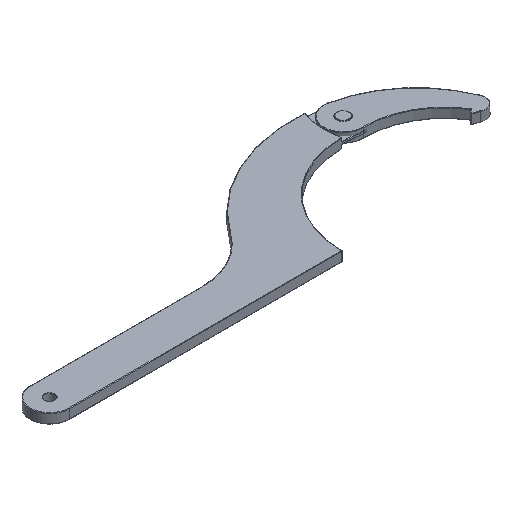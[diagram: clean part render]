
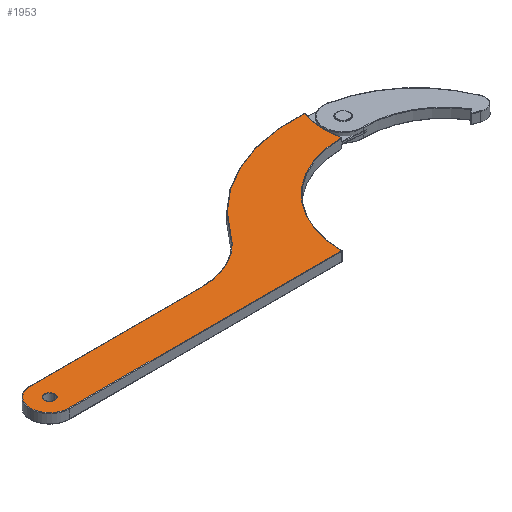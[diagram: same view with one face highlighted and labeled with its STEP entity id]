
A CAD part, isometric view. The second image highlights one B-rep face of the part: STEP entity #1953.
In plain terms, the highlighted planar face has unit normal (0, 0, 1).
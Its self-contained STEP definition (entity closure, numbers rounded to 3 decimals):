
#30 = VERTEX_POINT ( 'NONE', #1785 ) ;
#65 = CIRCLE ( 'NONE', #140, 61.241 ) ;
#95 = PLANE ( 'NONE',  #2031 ) ;
#139 = ORIENTED_EDGE ( 'NONE', *, *, #1596, .T. ) ;
#140 = AXIS2_PLACEMENT_3D ( 'NONE', #615, #411, #2350 ) ;
#145 = DIRECTION ( 'NONE',  ( 0., 0., 1. ) ) ;
#245 = EDGE_CURVE ( 'NONE', #30, #2078, #3326, .T. ) ;
#251 = DIRECTION ( 'NONE',  ( 0., 0., 1. ) ) ;
#275 = EDGE_LOOP ( 'NONE', ( #2267, #2885, #139, #3250, #1839, #1006, #2752 ) ) ;
#411 = DIRECTION ( 'NONE',  ( 0., 0., -1. ) ) ;
#521 = CARTESIAN_POINT ( 'NONE',  ( -23.87, 16., 4. ) ) ;
#582 = EDGE_CURVE ( 'NONE', #596, #1269, #2341, .T. ) ;
#591 = VERTEX_POINT ( 'NONE', #3067 ) ;
#596 = VERTEX_POINT ( 'NONE', #1203 ) ;
#615 = CARTESIAN_POINT ( 'NONE',  ( 342.867, 92.611, 4. ) ) ;
#616 = CARTESIAN_POINT ( 'NONE',  ( 284.913, 112.403, 4. ) ) ;
#686 = ORIENTED_EDGE ( 'NONE', *, *, #582, .T. ) ;
#736 = FACE_OUTER_BOUND ( 'NONE', #275, .T. ) ;
#842 = DIRECTION ( 'NONE',  ( 0., 0., -1. ) ) ;
#853 = CARTESIAN_POINT ( 'NONE',  ( -19.52, 16., 4. ) ) ;
#881 = ORIENTED_EDGE ( 'NONE', *, *, #3400, .T. ) ;
#897 = CIRCLE ( 'NONE', #2954, 129.65 ) ;
#1006 = ORIENTED_EDGE ( 'NONE', *, *, #2158, .T. ) ;
#1031 = FACE_BOUND ( 'NONE', #2222, .T. ) ;
#1072 = DIRECTION ( 'NONE',  ( 0., 0., -1. ) ) ;
#1095 = EDGE_CURVE ( 'NONE', #2285, #591, #897, .T. ) ;
#1121 = EDGE_CURVE ( 'NONE', #3571, #2285, #65, .T. ) ;
#1203 = CARTESIAN_POINT ( 'NONE',  ( -15.17, 16., 4. ) ) ;
#1245 = DIRECTION ( 'NONE',  ( 1., 0., 0. ) ) ;
#1269 = VERTEX_POINT ( 'NONE', #521 ) ;
#1288 = CIRCLE ( 'NONE', #1644, 60.35 ) ;
#1297 = AXIS2_PLACEMENT_3D ( 'NONE', #2210, #842, #1949 ) ;
#1384 = CARTESIAN_POINT ( 'NONE',  ( 120.186, 92., 4. ) ) ;
#1387 = VERTEX_POINT ( 'NONE', #1389 ) ;
#1389 = CARTESIAN_POINT ( 'NONE',  ( 202.947, 0.35, 4. ) ) ;
#1407 = DIRECTION ( 'NONE',  ( 0., 0., -1. ) ) ;
#1596 = EDGE_CURVE ( 'NONE', #1387, #3571, #1746, .T. ) ;
#1613 = DIRECTION ( 'NONE',  ( 1., 0., 0. ) ) ;
#1644 = AXIS2_PLACEMENT_3D ( 'NONE', #1384, #2172, #3016 ) ;
#1675 = CARTESIAN_POINT ( 'NONE',  ( 203.297, 0.35, 4. ) ) ;
#1746 = CIRCLE ( 'NONE', #3316, 80.35 ) ;
#1768 = CARTESIAN_POINT ( 'NONE',  ( -19.52, 16., 4. ) ) ;
#1785 = CARTESIAN_POINT ( 'NONE',  ( -19.52, 31.65, 4. ) ) ;
#1839 = ORIENTED_EDGE ( 'NONE', *, *, #1095, .T. ) ;
#1949 = DIRECTION ( 'NONE',  ( 1., 0., 0. ) ) ;
#1953 = ADVANCED_FACE ( 'NONE', ( #736, #1031 ), #95, .T. ) ;
#2031 = AXIS2_PLACEMENT_3D ( 'NONE', #3151, #145, #1245 ) ;
#2036 = AXIS2_PLACEMENT_3D ( 'NONE', #853, #1407, #2715 ) ;
#2078 = VERTEX_POINT ( 'NONE', #3051 ) ;
#2104 = AXIS2_PLACEMENT_3D ( 'NONE', #1768, #251, #1613 ) ;
#2158 = EDGE_CURVE ( 'NONE', #591, #2411, #1288, .T. ) ;
#2172 = DIRECTION ( 'NONE',  ( 0., 0., -1. ) ) ;
#2189 = CARTESIAN_POINT ( 'NONE',  ( 283.297, 0., 4. ) ) ;
#2210 = CARTESIAN_POINT ( 'NONE',  ( -19.52, 16., 4. ) ) ;
#2222 = EDGE_LOOP ( 'NONE', ( #686, #881 ) ) ;
#2226 = DIRECTION ( 'NONE',  ( 1., 0., 0. ) ) ;
#2235 = CARTESIAN_POINT ( 'NONE',  ( 275.859, -16.93, 4. ) ) ;
#2267 = ORIENTED_EDGE ( 'NONE', *, *, #245, .T. ) ;
#2285 = VERTEX_POINT ( 'NONE', #616 ) ;
#2341 = CIRCLE ( 'NONE', #1297, 4.35 ) ;
#2350 = DIRECTION ( 'NONE',  ( 1., 0., 0. ) ) ;
#2411 = VERTEX_POINT ( 'NONE', #3425 ) ;
#2454 = VECTOR ( 'NONE', #2785, 1000. ) ;
#2715 = DIRECTION ( 'NONE',  ( 1., 0., 0. ) ) ;
#2752 = ORIENTED_EDGE ( 'NONE', *, *, #2997, .T. ) ;
#2773 = DIRECTION ( 'NONE',  ( 0., 0., 1. ) ) ;
#2785 = DIRECTION ( 'NONE',  ( 1., 0., 0. ) ) ;
#2836 = LINE ( 'NONE', #1675, #2454 ) ;
#2885 = ORIENTED_EDGE ( 'NONE', *, *, #3173, .T. ) ;
#2954 = AXIS2_PLACEMENT_3D ( 'NONE', #2235, #2773, #3343 ) ;
#2997 = EDGE_CURVE ( 'NONE', #2411, #30, #3562, .T. ) ;
#3016 = DIRECTION ( 'NONE',  ( 1., 0., 0. ) ) ;
#3026 = CARTESIAN_POINT ( 'NONE',  ( -19.52, 31.65, 4. ) ) ;
#3038 = CIRCLE ( 'NONE', #2036, 4.35 ) ;
#3051 = CARTESIAN_POINT ( 'NONE',  ( -19.52, 0.35, 4. ) ) ;
#3067 = CARTESIAN_POINT ( 'NONE',  ( 169.633, 57.4, 4. ) ) ;
#3151 = CARTESIAN_POINT ( 'NONE',  ( 283.297, 0., 4. ) ) ;
#3173 = EDGE_CURVE ( 'NONE', #2078, #1387, #2836, .T. ) ;
#3242 = DIRECTION ( 'NONE',  ( -1., 0., 0. ) ) ;
#3250 = ORIENTED_EDGE ( 'NONE', *, *, #1121, .T. ) ;
#3316 = AXIS2_PLACEMENT_3D ( 'NONE', #2189, #1072, #2226 ) ;
#3326 = CIRCLE ( 'NONE', #2104, 15.65 ) ;
#3343 = DIRECTION ( 'NONE',  ( 1., 0., 0. ) ) ;
#3363 = CARTESIAN_POINT ( 'NONE',  ( 282.867, 80.349, 4. ) ) ;
#3400 = EDGE_CURVE ( 'NONE', #1269, #596, #3038, .T. ) ;
#3425 = CARTESIAN_POINT ( 'NONE',  ( 120.186, 31.65, 4. ) ) ;
#3480 = VECTOR ( 'NONE', #3242, 1000. ) ;
#3562 = LINE ( 'NONE', #3026, #3480 ) ;
#3571 = VERTEX_POINT ( 'NONE', #3363 ) ;
